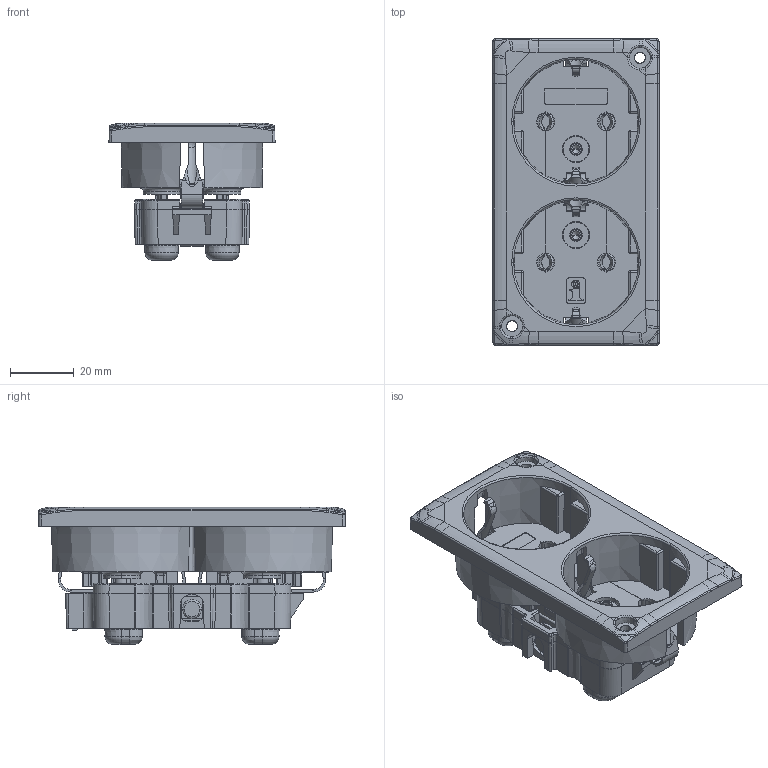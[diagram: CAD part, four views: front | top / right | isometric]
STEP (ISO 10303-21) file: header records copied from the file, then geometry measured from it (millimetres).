
FILE_DESCRIPTION((''),'2;1');
FILE_NAME('88010201_ASM','2018-04-11T',('30924'),('Springboard'),'CREO PARAMETRIC BY PTC INC, 2016380','CREO PARAMETRIC BY PTC INC, 2016380','');
FILE_SCHEMA(('CONFIG_CONTROL_DESIGN'));
Length unit declared in the file: millimetre
Products named in the file (13): 55016000_AF0; 55016010; 55015020; 55015040; 55015060; STRAP_GROUND_REV_D_CRIMPED; GRD_CONTACT_REV3_CREO_AF0; GRD_CONTACT_REV3_CREO; RIVET_9_64_REV_A_CRIMPED; 55015070_B_AF0_ASM; PN1900-13_B_AF0_ASM; 55015000; 88010201_ASM
Assembly tree (19 placements, depth 4):
  88010201_ASM
    55016000_AF0
    PN1900-13_B_AF0_ASM
      55016010
      55015020  x2
      55015040  x3
      55015060  x3
      55015070_B_AF0_ASM
        STRAP_GROUND_REV_D_CRIMPED
        GRD_CONTACT_REV3_CREO_AF0
        GRD_CONTACT_REV3_CREO
        RIVET_9_64_REV_A_CRIMPED  x2
    55015000  x2
Bounding box: 52 x 96 x 43.05 mm (x, y, z)
Volume: 48042.3 mm3; surface area: 47010.3 mm2
Topology: 17 solids, 21 shells, 3530 faces, 8814 edges, 5378 vertices
Faces by surface type: plane 1547, cylinder 1053, bspline 532, torus 168, sphere 116, cone 114
Entity records: 127312 total; most frequent: CARTESIAN_POINT 54767, ORIENTED_EDGE 15770, DIRECTION 13978, EDGE_CURVE 7967, VERTEX_POINT 4880, AXIS2_PLACEMENT_3D 4793, VECTOR 4392, LINE 4392
